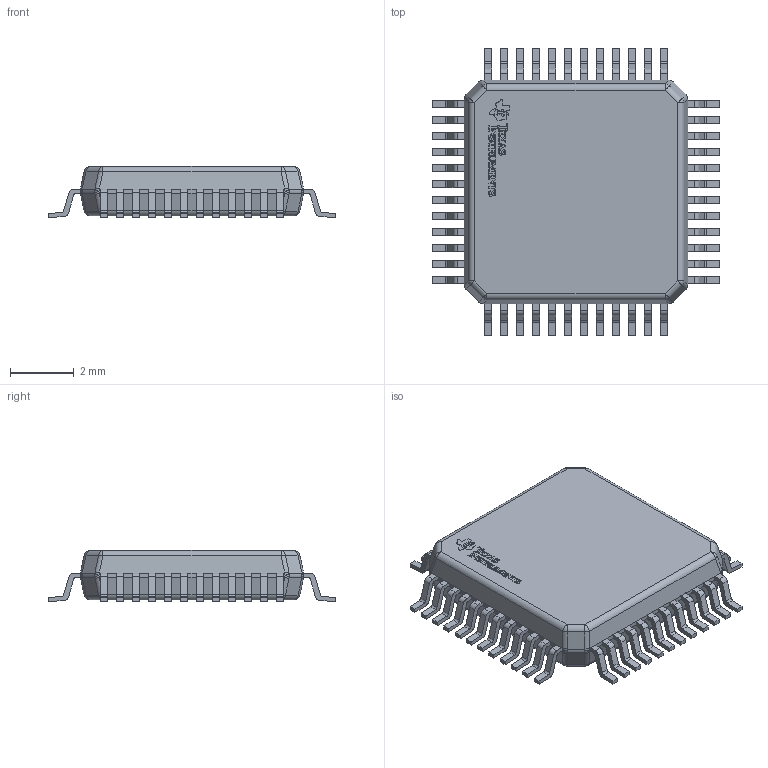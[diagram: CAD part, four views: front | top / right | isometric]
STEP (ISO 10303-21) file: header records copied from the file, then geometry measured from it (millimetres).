
FILE_DESCRIPTION(/* description */ (''),/* implementation_level */ '2;1');
FILE_NAME(/* name */ '1.stp',/* time_stamp */ '2020-02-26T13:42:03+02:00',/* author */ ('Karem'),/* organization */ (''),/* preprocessor_version */ 'ST-DEVELOPER v15.6',/* originating_system */ 'Autodesk Inventor 2015',/* authorisation */ '');
FILE_SCHEMA (('AUTOMOTIVE_DESIGN { 1 0 10303 214 3 1 1 }'));
Length unit declared in the file: millimetre
Products named in the file (5): Body; Leg; Texas Logo Yury; Texas Logo Yury - Copy; QFP Template
Bounding box: 9 x 9 x 1.6 mm (x, y, z)
Volume: 74.7 mm3; surface area: 195.3 mm2
Topology: 67 solids, 67 shells, 1190 faces, 3096 edges, 2040 vertices
Faces by surface type: plane 756, cylinder 244, bspline 166, sphere 24
Entity records: 27461 total; most frequent: CARTESIAN_POINT 7222, ORIENTED_EDGE 4464, DIRECTION 3592, EDGE_CURVE 2232, LINE 1604, VECTOR 1604, VERTEX_POINT 1464, AXIS2_PLACEMENT_3D 994
